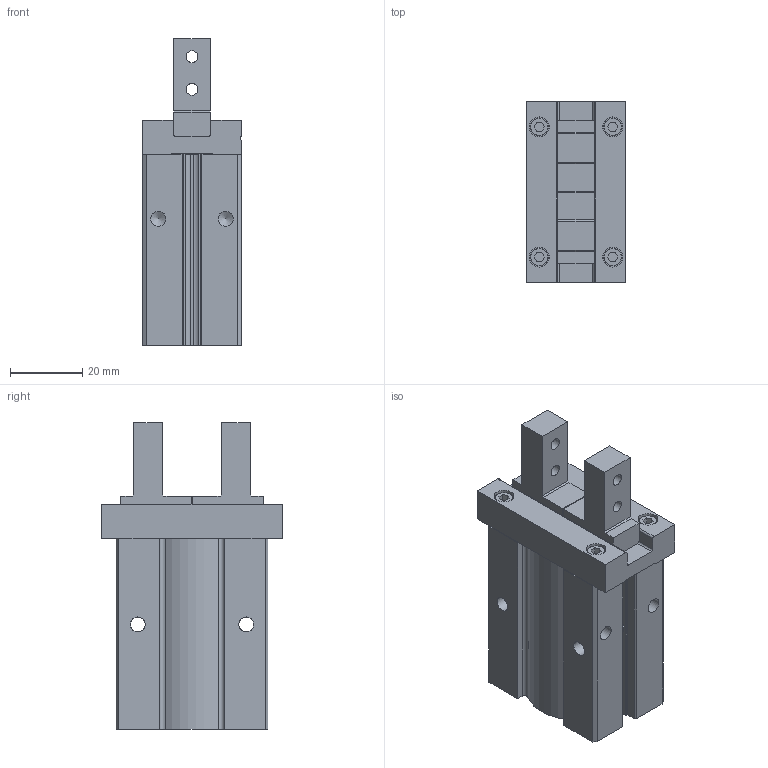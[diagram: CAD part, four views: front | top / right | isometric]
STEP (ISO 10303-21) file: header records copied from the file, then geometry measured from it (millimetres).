
FILE_DESCRIPTION( ( 'STEP AP214' ), '1' );
FILE_NAME( 'MCHC-20(16.3).stp', '2020-01-31T15:40:02', ( '' ), ( '' ), ' ', 'PARTsolutions', ' ' );
FILE_SCHEMA( ( 'AUTOMOTIVE_DESIGN { 1 0 10303 214 1 1 1 1 }' ) );
Length unit declared in the file: millimetre
Products named in the file (3): MCHC-20(16.3); _MCHC-20_(b); _MCHC-20_(f)
Assembly tree (3 placements, depth 2):
  MCHC-20(16.3)
    _MCHC-20_(b)
    _MCHC-20_(f)  x2
Bounding box: 27.6 x 50 x 84.8 mm (x, y, z)
Volume: 67861.7 mm3; surface area: 20453.9 mm2
Topology: 3 solids, 3 shells, 217 faces, 583 edges, 381 vertices
Faces by surface type: plane 142, cylinder 57, cone 18
Full cylindrical faces by diameter (mm): 0.5 x2, 2 x2, 3.242 x4, 4 x1, 4.134 x10, 4.9 x4, 5.5 x4, 21 x1
Entity records: 7656 total; most frequent: CARTESIAN_POINT 1096, DIRECTION 1022, ORIENTED_EDGE 952, EDGE_CURVE 476, AXIS2_PLACEMENT_3D 345, VERTEX_POINT 339, LINE 332, VECTOR 332
